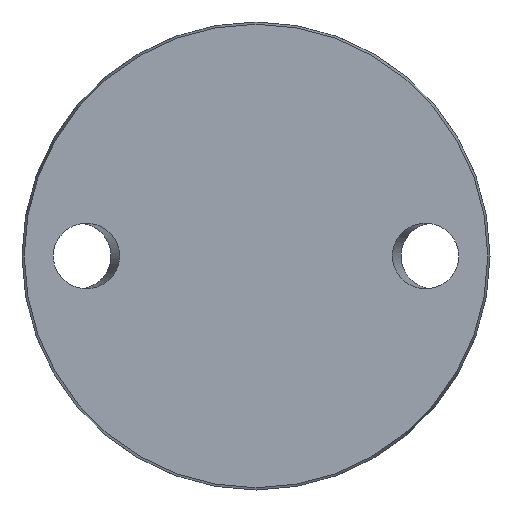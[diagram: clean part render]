
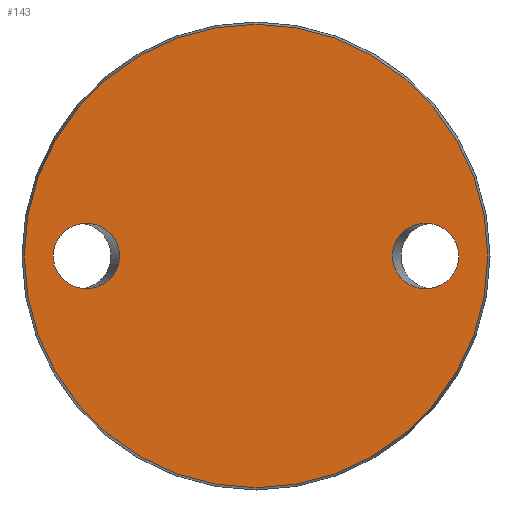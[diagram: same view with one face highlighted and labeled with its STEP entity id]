
A CAD part, front view. The second image highlights one B-rep face of the part: STEP entity #143.
In plain terms, the highlighted planar face has unit normal (0, -1, 0).
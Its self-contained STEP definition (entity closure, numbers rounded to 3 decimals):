
#3 = CARTESIAN_POINT ( 'NONE',  ( 34.385, 0., 0. ) ) ;
#10 = EDGE_CURVE ( 'NONE', #312, #312, #464, .T. ) ;
#11 = CARTESIAN_POINT ( 'NONE',  ( 51.115, 0., 0. ) ) ;
#28 = CARTESIAN_POINT ( 'NONE',  ( -34.385, 0., 16.5 ) ) ;
#38 = CARTESIAN_POINT ( 'NONE',  ( -51.115, 0., -16.5 ) ) ;
#44 = CARTESIAN_POINT ( 'NONE',  ( 34.385, 0., 0. ) ) ;
#72 = CARTESIAN_POINT ( 'NONE',  ( -51.115, 0., 0. ) ) ;
#80 = DIRECTION ( 'NONE',  ( 0., 1., 0. ) ) ;
#92 = DIRECTION ( 'NONE',  ( 0., -1., 0. ) ) ;
#93 = CARTESIAN_POINT ( 'NONE',  ( -51.115, 0., 16.5 ) ) ;
#143 = ADVANCED_FACE ( 'NONE', ( #166, #778, #551 ), #860, .F. ) ;
#166 = FACE_BOUND ( 'NONE', #806, .T. ) ;
#238 = CARTESIAN_POINT ( 'NONE',  ( 34.385, 0., 0. ) ) ;
#243 = AXIS2_PLACEMENT_3D ( 'NONE', #639, #92, #936 ) ;
#312 = VERTEX_POINT ( 'NONE', #468 ) ;
#377 = ORIENTED_EDGE ( 'NONE', *, *, #443, .F. ) ;
#422 = CARTESIAN_POINT ( 'NONE',  ( -34.385, 0., -16.5 ) ) ;
#436 = CARTESIAN_POINT ( 'NONE',  ( -34.385, 0., 0. ) ) ;
#443 = EDGE_CURVE ( 'NONE', #822, #822, #685, .T. ) ;
#464 = CIRCLE ( 'NONE', #243, 58.425 ) ;
#468 = CARTESIAN_POINT ( 'NONE',  ( 0., 0., -58.425 ) ) ;
#509 = AXIS2_PLACEMENT_3D ( 'NONE', #635, #80, #782 ) ;
#550 = CARTESIAN_POINT ( 'NONE',  ( 34.385, 0., -16.5 ) ) ;
#551 = FACE_OUTER_BOUND ( 'NONE', #862, .T. ) ;
#562 = CARTESIAN_POINT ( 'NONE',  ( 51.115, 0., 16.5 ) ) ;
#585 = ORIENTED_EDGE ( 'NONE', *, *, #807, .T. ) ;
#634 = CARTESIAN_POINT ( 'NONE',  ( 51.115, 0., -16.5 ) ) ;
#635 = CARTESIAN_POINT ( 'NONE',  ( -58.425, 0., 0. ) ) ;
#639 = CARTESIAN_POINT ( 'NONE',  ( 0., 0., 0. ) ) ;
#685 =( BOUNDED_CURVE ( )  B_SPLINE_CURVE ( 3, ( #238, #550, #634, #11, #562, #841, #3 ),
 .UNSPECIFIED., .T., .F. ) 
 B_SPLINE_CURVE_WITH_KNOTS ( ( 4, 3, 4 ),
 ( 0., 3.142, 6.283 ),
 .UNSPECIFIED. ) 
 CURVE ( )  GEOMETRIC_REPRESENTATION_ITEM ( )  RATIONAL_B_SPLINE_CURVE ( ( 1., 0.333, 0.333, 1., 0.333, 0.333, 1. ) ) 
 REPRESENTATION_ITEM ( '' )  );
#694 = VERTEX_POINT ( 'NONE', #72 ) ;
#764 = CARTESIAN_POINT ( 'NONE',  ( -51.115, 0., 0. ) ) ;
#778 = FACE_BOUND ( 'NONE', #838, .T. ) ;
#782 = DIRECTION ( 'NONE',  ( 0., 0., 1. ) ) ;
#806 = EDGE_LOOP ( 'NONE', ( #585 ) ) ;
#807 = EDGE_CURVE ( 'NONE', #694, #694, #811, .T. ) ;
#811 =( BOUNDED_CURVE ( )  B_SPLINE_CURVE ( 3, ( #764, #93, #28, #436, #422, #38, #863 ),
 .UNSPECIFIED., .T., .T. ) 
 B_SPLINE_CURVE_WITH_KNOTS ( ( 4, 3, 4 ),
 ( 0., 3.142, 6.283 ),
 .UNSPECIFIED. ) 
 CURVE ( )  GEOMETRIC_REPRESENTATION_ITEM ( )  RATIONAL_B_SPLINE_CURVE ( ( 1., 0.333, 0.333, 1., 0.333, 0.333, 1. ) ) 
 REPRESENTATION_ITEM ( '' )  );
#822 = VERTEX_POINT ( 'NONE', #44 ) ;
#827 = ORIENTED_EDGE ( 'NONE', *, *, #10, .T. ) ;
#838 = EDGE_LOOP ( 'NONE', ( #377 ) ) ;
#841 = CARTESIAN_POINT ( 'NONE',  ( 34.385, 0., 16.5 ) ) ;
#860 = PLANE ( 'NONE',  #509 ) ;
#862 = EDGE_LOOP ( 'NONE', ( #827 ) ) ;
#863 = CARTESIAN_POINT ( 'NONE',  ( -51.115, 0., 0. ) ) ;
#936 = DIRECTION ( 'NONE',  ( 0., 0., -1. ) ) ;
